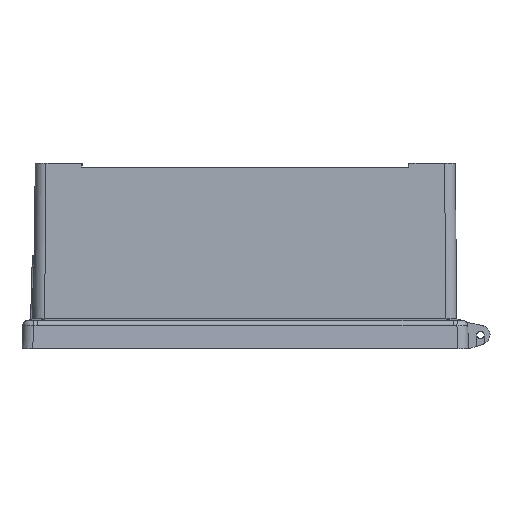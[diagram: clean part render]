
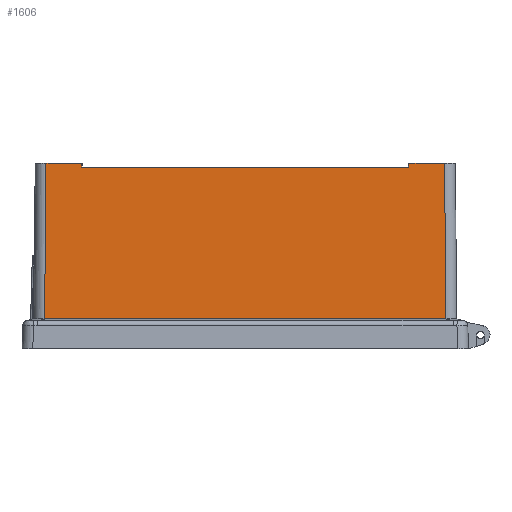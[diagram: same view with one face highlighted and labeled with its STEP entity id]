
A CAD part, left-side view. The second image highlights one B-rep face of the part: STEP entity #1606.
In plain terms, the highlighted planar face has unit normal (-1, 0, 0.009).
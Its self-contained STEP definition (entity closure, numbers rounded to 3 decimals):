
#642 = DIRECTION ( 'NONE',  ( 0.009, -0.008, 1. ) ) ;
#679 = LINE ( 'NONE', #9547, #4905 ) ;
#881 = CARTESIAN_POINT ( 'NONE',  ( -132.247, 113.589, 94.85 ) ) ;
#884 = VERTEX_POINT ( 'NONE', #18846 ) ;
#1339 = VECTOR ( 'NONE', #4977, 1000. ) ;
#1409 = CARTESIAN_POINT ( 'NONE',  ( -132.939, 100.44, 15.61 ) ) ;
#1593 = CARTESIAN_POINT ( 'NONE',  ( -132.939, 101.784, 15.586 ) ) ;
#1606 = ADVANCED_FACE ( 'NONE', ( #7134 ), #5843, .T. ) ;
#1859 = LINE ( 'NONE', #881, #14814 ) ;
#2354 = CARTESIAN_POINT ( 'NONE',  ( -132.939, -100.44, 15.61 ) ) ;
#2753 = CARTESIAN_POINT ( 'NONE',  ( -132.939, -101.784, 15.586 ) ) ;
#3108 = CARTESIAN_POINT ( 'NONE',  ( -132.265, 83.519, 92.85 ) ) ;
#3406 = VERTEX_POINT ( 'NONE', #2354 ) ;
#3445 = EDGE_CURVE ( 'NONE', #4519, #18358, #679, .T. ) ;
#3464 = LINE ( 'NONE', #15162, #1339 ) ;
#3529 = EDGE_CURVE ( 'NONE', #9093, #13285, #10899, .T. ) ;
#4066 = DIRECTION ( 'NONE',  ( 0., -1., 0. ) ) ;
#4367 = VERTEX_POINT ( 'NONE', #7216 ) ;
#4445 = DIRECTION ( 'NONE',  ( 0., 1., 0. ) ) ;
#4519 = VERTEX_POINT ( 'NONE', #17903 ) ;
#4901 = CARTESIAN_POINT ( 'NONE',  ( -132.247, 101.762, 94.85 ) ) ;
#4905 = VECTOR ( 'NONE', #642, 1000. ) ;
#4977 = DIRECTION ( 'NONE',  ( 0.009, 0.008, 1. ) ) ;
#5669 = ORIENTED_EDGE ( 'NONE', *, *, #17131, .T. ) ;
#5843 = PLANE ( 'NONE',  #8266 ) ;
#5914 = VECTOR ( 'NONE', #4445, 1000. ) ;
#6029 = CARTESIAN_POINT ( 'NONE',  ( -132.265, 0., 92.85 ) ) ;
#6290 = EDGE_CURVE ( 'NONE', #884, #12115, #17427, .T. ) ;
#6556 = EDGE_CURVE ( 'NONE', #9440, #4367, #3464, .T. ) ;
#6625 = ORIENTED_EDGE ( 'NONE', *, *, #13451, .T. ) ;
#6792 = EDGE_CURVE ( 'NONE', #12115, #3406, #8997, .T. ) ;
#6997 = VECTOR ( 'NONE', #10050, 1000. ) ;
#7134 = FACE_OUTER_BOUND ( 'NONE', #10589, .T. ) ;
#7216 = CARTESIAN_POINT ( 'NONE',  ( -132.247, 83.535, 94.85 ) ) ;
#8179 = CARTESIAN_POINT ( 'NONE',  ( -132.247, -101.762, 94.85 ) ) ;
#8266 = AXIS2_PLACEMENT_3D ( 'NONE', #13416, #13221, #17663 ) ;
#8696 = CARTESIAN_POINT ( 'NONE',  ( -132.946, -102.454, 15.549 ) ) ;
#8802 = ORIENTED_EDGE ( 'NONE', *, *, #12380, .T. ) ;
#8997 = LINE ( 'NONE', #11553, #11062 ) ;
#9055 = DIRECTION ( 'NONE',  ( 0., -1., 0. ) ) ;
#9093 = VERTEX_POINT ( 'NONE', #17781 ) ;
#9440 = VERTEX_POINT ( 'NONE', #3108 ) ;
#9547 = CARTESIAN_POINT ( 'NONE',  ( -132.265, -83.519, 92.85 ) ) ;
#10050 = DIRECTION ( 'NONE',  ( 0.009, 0.009, 1. ) ) ;
#10249 = VERTEX_POINT ( 'NONE', #4901 ) ;
#10464 = CARTESIAN_POINT ( 'NONE',  ( -132.946, 102.454, 15.549 ) ) ;
#10589 = EDGE_LOOP ( 'NONE', ( #15139, #13741, #11562, #15112, #5669, #18339, #13378, #6625, #13511, #8802 ) ) ;
#10899 = LINE ( 'NONE', #14289, #6997 ) ;
#11062 = VECTOR ( 'NONE', #4066, 1000. ) ;
#11384 = CARTESIAN_POINT ( 'NONE',  ( -132.939, -100.44, 15.61 ) ) ;
#11553 = CARTESIAN_POINT ( 'NONE',  ( -132.939, 113.589, 15.61 ) ) ;
#11562 = ORIENTED_EDGE ( 'NONE', *, *, #6556, .T. ) ;
#12115 = VERTEX_POINT ( 'NONE', #1409 ) ;
#12378 = VECTOR ( 'NONE', #17805, 1000. ) ;
#12380 = EDGE_CURVE ( 'NONE', #13285, #18358, #1859, .T. ) ;
#13221 = DIRECTION ( 'NONE',  ( -1., 0., 0.009 ) ) ;
#13285 = VERTEX_POINT ( 'NONE', #8179 ) ;
#13378 = ORIENTED_EDGE ( 'NONE', *, *, #6792, .T. ) ;
#13416 = CARTESIAN_POINT ( 'NONE',  ( -133.075, 113.589, 0. ) ) ;
#13451 = EDGE_CURVE ( 'NONE', #3406, #9093, #17028, .T. ) ;
#13511 = ORIENTED_EDGE ( 'NONE', *, *, #3529, .T. ) ;
#13741 = ORIENTED_EDGE ( 'NONE', *, *, #14081, .F. ) ;
#14081 = EDGE_CURVE ( 'NONE', #9440, #4519, #15239, .T. ) ;
#14289 = CARTESIAN_POINT ( 'NONE',  ( -132.939, -102.455, 15.55 ) ) ;
#14326 = DIRECTION ( 'NONE',  ( 0., 1., 0. ) ) ;
#14814 = VECTOR ( 'NONE', #14326, 1000. ) ;
#15112 = ORIENTED_EDGE ( 'NONE', *, *, #17756, .T. ) ;
#15122 = CARTESIAN_POINT ( 'NONE',  ( -132.247, -83.535, 94.85 ) ) ;
#15139 = ORIENTED_EDGE ( 'NONE', *, *, #3445, .F. ) ;
#15162 = CARTESIAN_POINT ( 'NONE',  ( -132.265, 83.519, 92.85 ) ) ;
#15239 = LINE ( 'NONE', #6029, #16629 ) ;
#16307 = CARTESIAN_POINT ( 'NONE',  ( -132.247, 113.589, 94.85 ) ) ;
#16353 = CARTESIAN_POINT ( 'NONE',  ( -132.939, 101.112, 15.61 ) ) ;
#16629 = VECTOR ( 'NONE', #9055, 1000. ) ;
#17028 = B_SPLINE_CURVE_WITH_KNOTS ( 'NONE', 3,
 ( #11384, #18786, #2753, #8696 ),
 .UNSPECIFIED., .F., .F.,
 ( 4, 4 ),
 ( -0.002, 0. ),
 .UNSPECIFIED. ) ;
#17131 = EDGE_CURVE ( 'NONE', #10249, #884, #17429, .T. ) ;
#17427 = B_SPLINE_CURVE_WITH_KNOTS ( 'NONE', 3,
 ( #10464, #1593, #16353, #17825 ),
 .UNSPECIFIED., .F., .F.,
 ( 4, 4 ),
 ( 0., 0.002 ),
 .UNSPECIFIED. ) ;
#17429 = LINE ( 'NONE', #19097, #12378 ) ;
#17663 = DIRECTION ( 'NONE',  ( 0.009, 0., 1. ) ) ;
#17756 = EDGE_CURVE ( 'NONE', #4367, #10249, #18117, .T. ) ;
#17781 = CARTESIAN_POINT ( 'NONE',  ( -132.946, -102.454, 15.549 ) ) ;
#17805 = DIRECTION ( 'NONE',  ( -0.009, 0.009, -1. ) ) ;
#17825 = CARTESIAN_POINT ( 'NONE',  ( -132.939, 100.44, 15.61 ) ) ;
#17903 = CARTESIAN_POINT ( 'NONE',  ( -132.265, -83.519, 92.85 ) ) ;
#18117 = LINE ( 'NONE', #16307, #5914 ) ;
#18339 = ORIENTED_EDGE ( 'NONE', *, *, #6290, .T. ) ;
#18358 = VERTEX_POINT ( 'NONE', #15122 ) ;
#18786 = CARTESIAN_POINT ( 'NONE',  ( -132.939, -101.112, 15.61 ) ) ;
#18846 = CARTESIAN_POINT ( 'NONE',  ( -132.946, 102.454, 15.549 ) ) ;
#19097 = CARTESIAN_POINT ( 'NONE',  ( -132.247, 101.762, 94.85 ) ) ;
